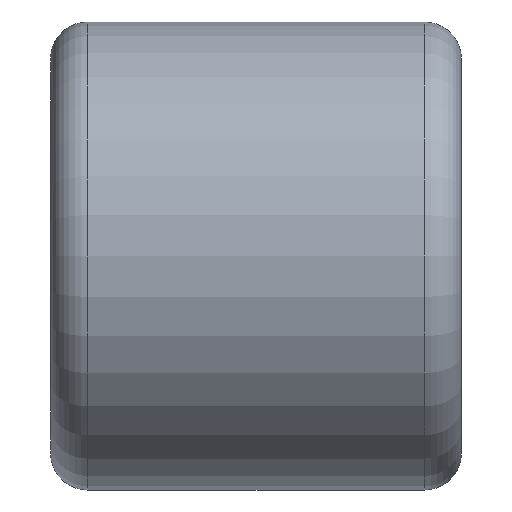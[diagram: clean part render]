
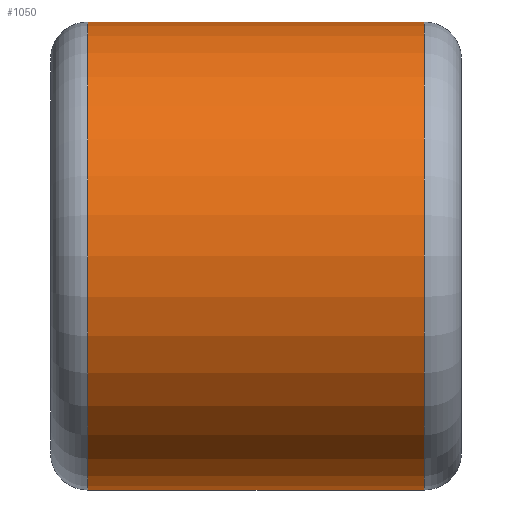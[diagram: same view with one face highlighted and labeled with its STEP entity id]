
A CAD part, front view. The second image highlights one B-rep face of the part: STEP entity #1050.
In plain terms, the highlighted cylindrical face has radius 41 mm (diameter 82 mm), a partial arc.
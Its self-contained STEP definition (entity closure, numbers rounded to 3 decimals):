
#47 = DIRECTION ( 'NONE',  ( 1., 0., 0. ) ) ;
#313 = AXIS2_PLACEMENT_3D ( 'NONE', #1399, #716, #1321 ) ;
#697 = CIRCLE ( 'NONE', #2531, 41. ) ;
#716 = DIRECTION ( 'NONE',  ( -1., 0., 0. ) ) ;
#893 = DIRECTION ( 'NONE',  ( 0., 0., 1. ) ) ;
#1050 = ADVANCED_FACE ( 'NONE', ( #3956 ), #2100, .T. ) ;
#1175 = CARTESIAN_POINT ( 'NONE',  ( -29.5, 0., 250.987 ) ) ;
#1197 = EDGE_LOOP ( 'NONE', ( #1368, #2533, #3748, #2481 ) ) ;
#1284 = EDGE_CURVE ( 'NONE', #4467, #4523, #2847, .T. ) ;
#1321 = DIRECTION ( 'NONE',  ( 0., 0., 1. ) ) ;
#1368 = ORIENTED_EDGE ( 'NONE', *, *, #2668, .F. ) ;
#1399 = CARTESIAN_POINT ( 'NONE',  ( -57.637, 0., 291.987 ) ) ;
#1752 = DIRECTION ( 'NONE',  ( -1., 0., 0. ) ) ;
#1903 = DIRECTION ( 'NONE',  ( -1., 0., 0. ) ) ;
#1958 = CARTESIAN_POINT ( 'NONE',  ( 29.5, 0., 250.987 ) ) ;
#1971 = CARTESIAN_POINT ( 'NONE',  ( -57.637, 0., 332.987 ) ) ;
#2100 = CYLINDRICAL_SURFACE ( 'NONE', #313, 41. ) ;
#2120 = CARTESIAN_POINT ( 'NONE',  ( -57.637, 0., 250.987 ) ) ;
#2204 = CARTESIAN_POINT ( 'NONE',  ( -29.5, 0., 291.987 ) ) ;
#2481 = ORIENTED_EDGE ( 'NONE', *, *, #3229, .T. ) ;
#2531 = AXIS2_PLACEMENT_3D ( 'NONE', #2204, #47, #3948 ) ;
#2533 = ORIENTED_EDGE ( 'NONE', *, *, #1284, .T. ) ;
#2668 = EDGE_CURVE ( 'NONE', #4467, #4678, #3891, .T. ) ;
#2755 = CARTESIAN_POINT ( 'NONE',  ( -29.5, 0., 332.987 ) ) ;
#2831 = VECTOR ( 'NONE', #1903, 1000. ) ;
#2847 = CIRCLE ( 'NONE', #3360, 41. ) ;
#2965 = EDGE_CURVE ( 'NONE', #4523, #3475, #3734, .T. ) ;
#3077 = CARTESIAN_POINT ( 'NONE',  ( 29.5, 0., 291.987 ) ) ;
#3229 = EDGE_CURVE ( 'NONE', #3475, #4678, #697, .T. ) ;
#3360 = AXIS2_PLACEMENT_3D ( 'NONE', #3077, #4144, #893 ) ;
#3475 = VERTEX_POINT ( 'NONE', #2755 ) ;
#3734 = LINE ( 'NONE', #1971, #2831 ) ;
#3748 = ORIENTED_EDGE ( 'NONE', *, *, #2965, .T. ) ;
#3891 = LINE ( 'NONE', #2120, #4167 ) ;
#3948 = DIRECTION ( 'NONE',  ( 0., 0., -1. ) ) ;
#3956 = FACE_OUTER_BOUND ( 'NONE', #1197, .T. ) ;
#4144 = DIRECTION ( 'NONE',  ( -1., 0., 0. ) ) ;
#4167 = VECTOR ( 'NONE', #1752, 1000. ) ;
#4192 = CARTESIAN_POINT ( 'NONE',  ( 29.5, 0., 332.987 ) ) ;
#4467 = VERTEX_POINT ( 'NONE', #1958 ) ;
#4523 = VERTEX_POINT ( 'NONE', #4192 ) ;
#4678 = VERTEX_POINT ( 'NONE', #1175 ) ;
